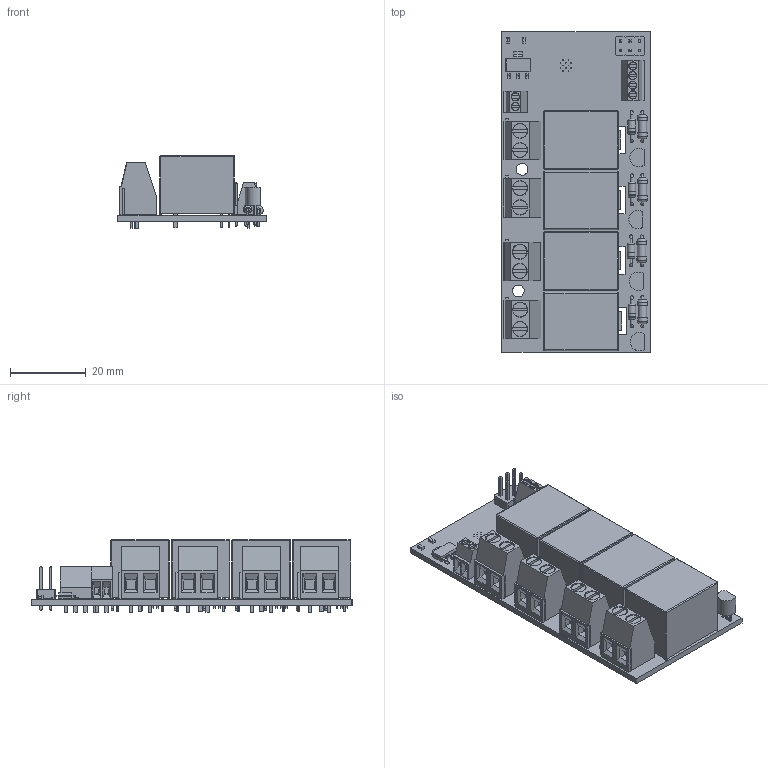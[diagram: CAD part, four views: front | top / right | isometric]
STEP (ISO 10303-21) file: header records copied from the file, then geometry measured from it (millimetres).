
FILE_DESCRIPTION(('KiCad electronic assembly'),'2;1');
FILE_NAME('smart_board.step','2025-05-28T10:36:24',('Pcbnew'),('Kicad'), 'Open CASCADE STEP processor 7.7','KiCad to STEP converter','Unknown' );
FILE_SCHEMA(('AUTOMOTIVE_DESIGN { 1 0 10303 214 1 1 1 1 }'));
Length unit declared in the file: millimetre
Products named in the file (22): smart_board 1; C_0603_1608Metric; TerminalBlock_Phoenix_MKDS-1,5-2-5.08_1x02_P5.08mm_Horizontal; TerminalBlock_Phoenix_MKDS_15_2_508_1x02_P508mm_Horizontal; D_DO-35_SOD27_P7.62mm_Horizontal; SOT-223; SOT_223; TerminalBlock_Phoenix_MPT-0,5-4-2.54_1x04_P2.54mm_Horizontal; TerminalBlock_Phoenix_MPT_05_4_254_1x04_P254mm_Horizontal; Relay_SPDT_SANYOU_SRD_Series_Form_C; R_Axial_DIN0207_L6.3mm_D2.5mm_P7.62mm_Horizontal; R_Axial_DIN0207_L63mm_D25mm_P762mm_Horizontal; TO-92_Inline; TO-92_Inline_Narrow; PinHeader_2x03_P2.54mm_Vertical; PinHeader_2x03_P254mm_Vertical; TerminalBlock_Phoenix_MPT-0,5-2-2.54_1x02_P2.54mm_Horizontal; TerminalBlock_Phoenix_MPT_05_2_254_1x02_P254mm_Horizontal; smart_board_PCB
Assembly tree (37 placements, depth 3):
  smart_board 1
    C_0603_1608Metric  x2
      C_0603_1608Metric
    TerminalBlock_Phoenix_MKDS-1,5-2-5.08_1x02_P5.08mm_Horizontal  x4
      TerminalBlock_Phoenix_MKDS_15_2_508_1x02_P508mm_Horizontal
    D_DO-35_SOD27_P7.62mm_Horizontal  x4
      D_DO-35_SOD27_P7.62mm_Horizontal
    SOT-223
      SOT_223
    TerminalBlock_Phoenix_MPT-0,5-4-2.54_1x04_P2.54mm_Horizontal
      TerminalBlock_Phoenix_MPT_05_4_254_1x04_P254mm_Horizontal
    Relay_SPDT_SANYOU_SRD_Series_Form_C  x4
      Relay_SPDT_SANYOU_SRD_Series_Form_C
    R_Axial_DIN0207_L6.3mm_D2.5mm_P7.62mm_Horizontal  x4
      R_Axial_DIN0207_L63mm_D25mm_P762mm_Horizontal
    TO-92_Inline  x4
      TO-92_Inline_Narrow
    PinHeader_2x03_P2.54mm_Vertical
      PinHeader_2x03_P254mm_Vertical
    TerminalBlock_Phoenix_MPT-0,5-2-2.54_1x02_P2.54mm_Horizontal
      TerminalBlock_Phoenix_MPT_05_2_254_1x02_P254mm_Horizontal
    smart_board_PCB
Bounding box: 39.2 x 84.4 x 19.1 mm (x, y, z)
Volume: 28667.6 mm3; surface area: 22260.3 mm2
Topology: 31 solids, 31 shells, 1481 faces, 3543 edges, 2222 vertices
Faces by surface type: plane 1047, cylinder 314, bspline 72, torus 32, sphere 16
Full cylindrical faces by diameter (mm): 0.2 x12, 0.5 x12, 0.6 x8, 0.75 x12, 0.8 x16, 1 x14, 1.1 x10, 1.3 x20, 2 x14, 2.02 x4, 2.2 x6, 2.25 x4, 2.5 x8, 3.111 x2, 3.8 x8, 4 x8
Entity records: 29503 total; most frequent: CARTESIAN_POINT 4638, ORIENTED_EDGE 3994, DIRECTION 3985, EDGE_CURVE 1997, LINE 1511, VECTOR 1511, VERTEX_POINT 1268, AXIS2_PLACEMENT_3D 1237
